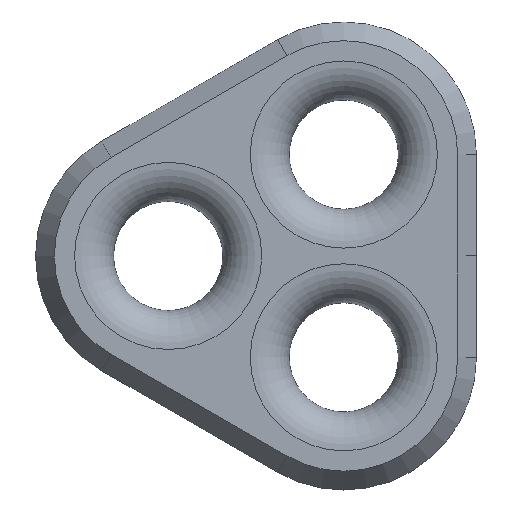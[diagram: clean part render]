
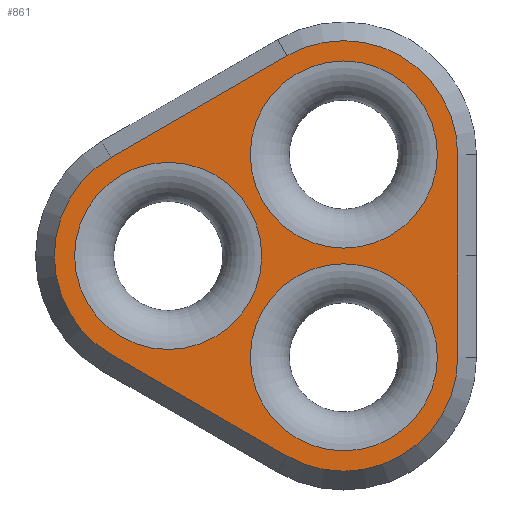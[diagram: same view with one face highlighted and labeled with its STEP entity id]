
A CAD part, top view. The second image highlights one B-rep face of the part: STEP entity #861.
In plain terms, the highlighted planar face has unit normal (0, 0, 1).
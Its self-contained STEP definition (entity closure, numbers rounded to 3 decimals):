
#617 = VERTEX_POINT('',#618);
#618 = CARTESIAN_POINT('',(5.998,-6.5,2.5));
#627 = EDGE_CURVE('',#617,#617,#628,.T.);
#628 = CIRCLE('',#629,5.998);
#629 = AXIS2_PLACEMENT_3D('',#630,#631,#632);
#630 = CARTESIAN_POINT('',(0.,-6.5,2.5));
#631 = DIRECTION('',(0.,0.,1.));
#632 = DIRECTION('',(1.,0.,-0.));
#642 = EDGE_CURVE('',#643,#645,#647,.T.);
#643 = VERTEX_POINT('',#644);
#644 = CARTESIAN_POINT('',(7.301,-6.5,2.5));
#645 = VERTEX_POINT('',#646);
#646 = CARTESIAN_POINT('',(7.301,0.,2.5));
#647 = LINE('',#648,#649);
#648 = CARTESIAN_POINT('',(7.301,-3.25,2.5));
#649 = VECTOR('',#650,1.);
#650 = DIRECTION('',(0.,1.,0.));
#673 = EDGE_CURVE('',#674,#643,#676,.T.);
#674 = VERTEX_POINT('',#675);
#675 = CARTESIAN_POINT('',(-3.651,-12.823,2.5));
#676 = CIRCLE('',#677,7.301);
#677 = AXIS2_PLACEMENT_3D('',#678,#679,#680);
#678 = CARTESIAN_POINT('',(0.,-6.5,2.5));
#679 = DIRECTION('',(-0.,0.,1.));
#680 = DIRECTION('',(1.,0.,0.));
#698 = EDGE_CURVE('',#699,#674,#701,.T.);
#699 = VERTEX_POINT('',#700);
#700 = CARTESIAN_POINT('',(-14.909,-6.323,2.5));
#701 = LINE('',#702,#703);
#702 = CARTESIAN_POINT('',(-12.094,-7.948,2.5));
#703 = VECTOR('',#704,1.);
#704 = DIRECTION('',(0.866,-0.5,0.));
#722 = EDGE_CURVE('',#723,#699,#725,.T.);
#723 = VERTEX_POINT('',#724);
#724 = CARTESIAN_POINT('',(-14.909,6.323,2.5));
#725 = CIRCLE('',#726,7.301);
#726 = AXIS2_PLACEMENT_3D('',#727,#728,#729);
#727 = CARTESIAN_POINT('',(-11.258,0.,2.5));
#728 = DIRECTION('',(-0.,0.,1.));
#729 = DIRECTION('',(1.,0.,0.));
#747 = EDGE_CURVE('',#748,#723,#750,.T.);
#748 = VERTEX_POINT('',#749);
#749 = CARTESIAN_POINT('',(-3.651,12.823,2.5));
#750 = LINE('',#751,#752);
#751 = CARTESIAN_POINT('',(-6.465,11.198,2.5));
#752 = VECTOR('',#753,1.);
#753 = DIRECTION('',(-0.866,-0.5,0.));
#771 = EDGE_CURVE('',#772,#748,#774,.T.);
#772 = VERTEX_POINT('',#773);
#773 = CARTESIAN_POINT('',(7.301,6.5,2.5));
#774 = CIRCLE('',#775,7.301);
#775 = AXIS2_PLACEMENT_3D('',#776,#777,#778);
#776 = CARTESIAN_POINT('',(0.,6.5,2.5));
#777 = DIRECTION('',(-0.,0.,1.));
#778 = DIRECTION('',(1.,0.,0.));
#796 = EDGE_CURVE('',#645,#772,#797,.T.);
#797 = LINE('',#798,#799);
#798 = CARTESIAN_POINT('',(7.301,0.,2.5));
#799 = VECTOR('',#800,1.);
#800 = DIRECTION('',(0.,1.,0.));
#814 = VERTEX_POINT('',#815);
#815 = CARTESIAN_POINT('',(5.998,6.5,2.5));
#824 = EDGE_CURVE('',#814,#814,#825,.T.);
#825 = CIRCLE('',#826,5.998);
#826 = AXIS2_PLACEMENT_3D('',#827,#828,#829);
#827 = CARTESIAN_POINT('',(0.,6.5,2.5));
#828 = DIRECTION('',(0.,0.,1.));
#829 = DIRECTION('',(1.,0.,-0.));
#840 = VERTEX_POINT('',#841);
#841 = CARTESIAN_POINT('',(-5.26,0.,2.5));
#850 = EDGE_CURVE('',#840,#840,#851,.T.);
#851 = CIRCLE('',#852,5.998);
#852 = AXIS2_PLACEMENT_3D('',#853,#854,#855);
#853 = CARTESIAN_POINT('',(-11.258,0.,2.5));
#854 = DIRECTION('',(-0.,0.,1.));
#855 = DIRECTION('',(1.,0.,0.));
#861 = ADVANCED_FACE('',(#862,#865,#874,#877),#880,.T.);
#862 = FACE_BOUND('',#863,.T.);
#863 = EDGE_LOOP('',(#864));
#864 = ORIENTED_EDGE('',*,*,#627,.F.);
#865 = FACE_BOUND('',#866,.T.);
#866 = EDGE_LOOP('',(#867,#868,#869,#870,#871,#872,#873));
#867 = ORIENTED_EDGE('',*,*,#642,.T.);
#868 = ORIENTED_EDGE('',*,*,#796,.T.);
#869 = ORIENTED_EDGE('',*,*,#771,.T.);
#870 = ORIENTED_EDGE('',*,*,#747,.T.);
#871 = ORIENTED_EDGE('',*,*,#722,.T.);
#872 = ORIENTED_EDGE('',*,*,#698,.T.);
#873 = ORIENTED_EDGE('',*,*,#673,.T.);
#874 = FACE_BOUND('',#875,.T.);
#875 = EDGE_LOOP('',(#876));
#876 = ORIENTED_EDGE('',*,*,#824,.F.);
#877 = FACE_BOUND('',#878,.T.);
#878 = EDGE_LOOP('',(#879));
#879 = ORIENTED_EDGE('',*,*,#850,.F.);
#880 = PLANE('',#881);
#881 = AXIS2_PLACEMENT_3D('',#882,#883,#884);
#882 = CARTESIAN_POINT('',(-3.753,0.,2.5));
#883 = DIRECTION('',(0.,0.,1.));
#884 = DIRECTION('',(1.,0.,0.));
